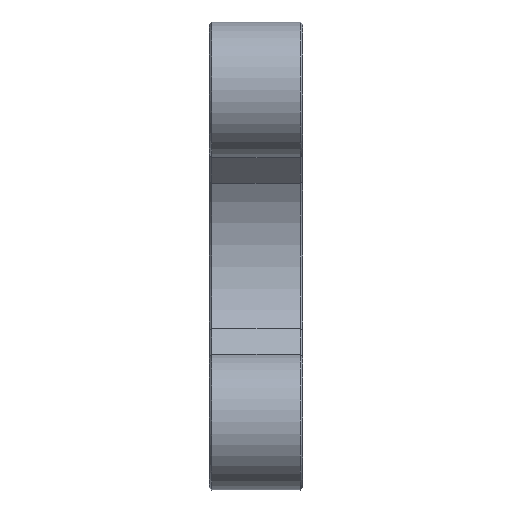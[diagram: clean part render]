
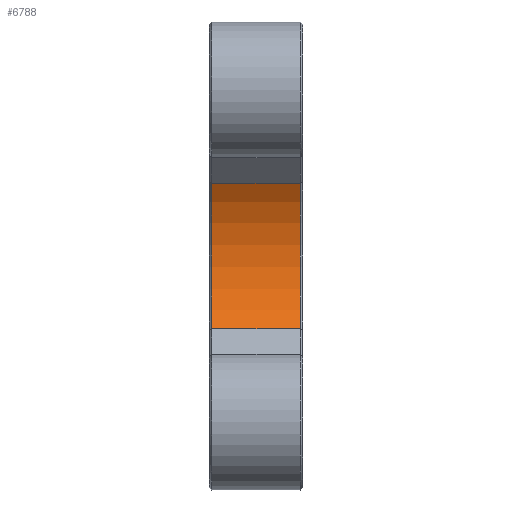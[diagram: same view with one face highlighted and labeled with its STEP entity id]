
A CAD part, left-side view. The second image highlights one B-rep face of the part: STEP entity #6788.
In plain terms, the highlighted cylindrical face has radius 11.337 mm (diameter 22.674 mm), a partial arc.
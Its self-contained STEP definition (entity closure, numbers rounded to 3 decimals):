
#2583=DIRECTION('',(0.,-1.,0.));
#2584=VECTOR('',#2583,7.6);
#2585=CARTESIAN_POINT('',(9.675,3.8,-6.225));
#2586=LINE('',#2585,#2584);
#2587=CARTESIAN_POINT('',(0.2,-3.8,0.));
#2588=DIRECTION('',(0.,1.,0.));
#2589=DIRECTION('',(0.836,0.,0.549));
#2590=AXIS2_PLACEMENT_3D('',#2587,#2588,#2589);
#2592=CARTESIAN_POINT('',(0.2,3.8,0.));
#2593=DIRECTION('',(0.,-1.,0.));
#2594=DIRECTION('',(0.836,0.,-0.549));
#2595=AXIS2_PLACEMENT_3D('',#2592,#2593,#2594);
#2597=DIRECTION('',(0.,-1.,0.));
#2598=VECTOR('',#2597,7.6);
#2599=CARTESIAN_POINT('',(9.675,3.8,6.225));
#2600=LINE('',#2599,#2598);
#2795=CARTESIAN_POINT('',(9.675,-3.8,
-6.225));
#2796=VERTEX_POINT('',#2795);
#2801=CARTESIAN_POINT('',(9.675,-3.8,6.225));
#2802=VERTEX_POINT('',#2801);
#2885=CARTESIAN_POINT('',(9.675,3.8,6.225));
#2886=VERTEX_POINT('',#2885);
#2891=CARTESIAN_POINT('',(9.675,3.8,-6.225));
#2892=VERTEX_POINT('',#2891);
#6776=CARTESIAN_POINT('',(0.2,4.,0.));
#6777=DIRECTION('',(0.,1.,0.));
#6778=DIRECTION('',(1.,0.,0.));
#6779=AXIS2_PLACEMENT_3D('',#6776,#6777,#6778);
#6780=CYLINDRICAL_SURFACE('',#6779,11.337);
#6781=ORIENTED_EDGE('',*,*,#6744,.T.);
#6782=ORIENTED_EDGE('',*,*,#6771,.F.);
#6783=ORIENTED_EDGE('',*,*,#6544,.T.);
#6785=ORIENTED_EDGE('',*,*,#6784,.T.);
#6786=EDGE_LOOP('',(#6781,#6782,#6783,#6785));
#6787=FACE_OUTER_BOUND('',#6786,.F.);
#2591=CIRCLE('',#2590,11.337);
#2596=CIRCLE('',#2595,11.337);
#6544=EDGE_CURVE('',#2892,#2886,#2596,.T.);
#6744=EDGE_CURVE('',#2802,#2796,#2591,.T.);
#6771=EDGE_CURVE('',#2892,#2796,#2586,.T.);
#6784=EDGE_CURVE('',#2886,#2802,#2600,.T.);
#6788=ADVANCED_FACE('',(#6787),#6780,.F.);
